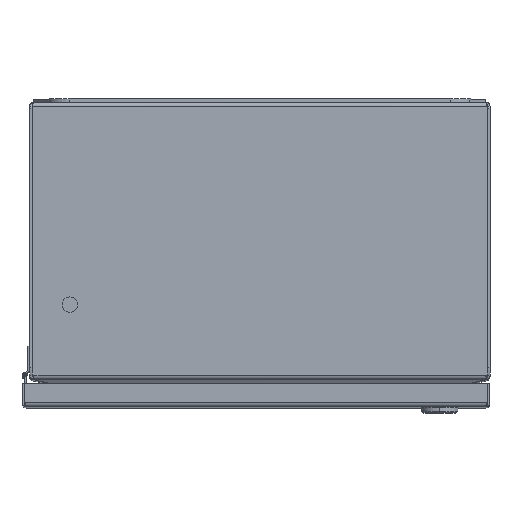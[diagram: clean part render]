
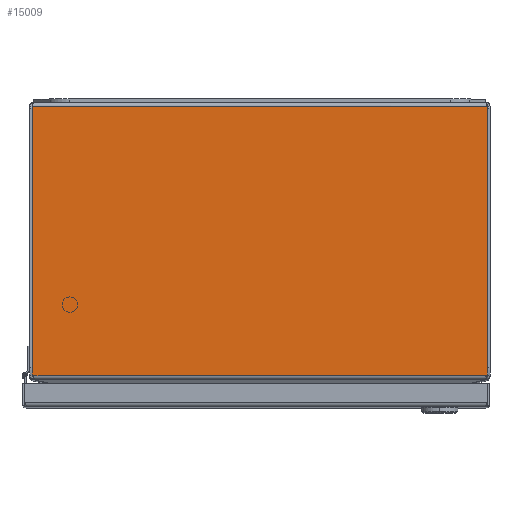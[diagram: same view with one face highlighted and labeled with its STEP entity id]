
A CAD part, top view. The second image highlights one B-rep face of the part: STEP entity #15009.
In plain terms, the highlighted planar face has unit normal (0, 0, 1).
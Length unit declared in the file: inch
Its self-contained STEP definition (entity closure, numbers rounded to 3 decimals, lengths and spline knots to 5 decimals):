
#442 = ORIENTED_EDGE ( 'NONE', *, *, #6607, .F. ) ;
#658 = DIRECTION ( 'NONE',  ( 0., 0., -1. ) ) ;
#1805 = VERTEX_POINT ( 'NONE', #14821 ) ;
#2521 = CARTESIAN_POINT ( 'NONE',  ( 4.94289, -0.086, 8. ) ) ;
#3140 = EDGE_CURVE ( 'NONE', #1805, #22507, #13758, .T. ) ;
#3210 = ORIENTED_EDGE ( 'NONE', *, *, #11874, .T. ) ;
#3763 = DIRECTION ( 'NONE',  ( 0., 0., -1. ) ) ;
#4463 = CARTESIAN_POINT ( 'NONE',  ( -4.66189, -5.83953, 8. ) ) ;
#4595 = DIRECTION ( 'NONE',  ( -1., 0., 0. ) ) ;
#4625 = LINE ( 'NONE', #16860, #17438 ) ;
#5284 = AXIS2_PLACEMENT_3D ( 'NONE', #4463, #658, #4595 ) ;
#6607 = EDGE_CURVE ( 'NONE', #21201, #21105, #4625, .T. ) ;
#6904 = VECTOR ( 'NONE', #25477, 39.37008 ) ;
#7046 = EDGE_CURVE ( 'NONE', #22507, #22909, #19138, .T. ) ;
#8077 = DIRECTION ( 'NONE',  ( 0., 0., -1. ) ) ;
#8774 = EDGE_LOOP ( 'NONE', ( #24484, #442, #9486, #3210, #20615, #23179 ) ) ;
#9423 = EDGE_CURVE ( 'NONE', #15136, #21201, #22142, .T. ) ;
#9486 = ORIENTED_EDGE ( 'NONE', *, *, #9423, .F. ) ;
#9523 = CARTESIAN_POINT ( 'NONE',  ( -4.92653, -5.93401, 8. ) ) ;
#9919 = DIRECTION ( 'NONE',  ( -1., 0., 0. ) ) ;
#10057 = CARTESIAN_POINT ( 'NONE',  ( 34.527, 0., 8. ) ) ;
#10563 = DIRECTION ( 'NONE',  ( 1., 0., 0. ) ) ;
#11874 = EDGE_CURVE ( 'NONE', #15136, #22909, #23196, .T. ) ;
#12530 = DIRECTION ( 'NONE',  ( 0., -1., 0. ) ) ;
#13214 = CARTESIAN_POINT ( 'NONE',  ( 4.94289, -5.83953, 8. ) ) ;
#13653 = CARTESIAN_POINT ( 'NONE',  ( -4.94289, -5.83953, 8. ) ) ;
#13758 = LINE ( 'NONE', #21788, #6904 ) ;
#14516 = AXIS2_PLACEMENT_3D ( 'NONE', #10057, #8077, #9919 ) ;
#14548 = EDGE_CURVE ( 'NONE', #21105, #1805, #21185, .T. ) ;
#14821 = CARTESIAN_POINT ( 'NONE',  ( 4.92653, -5.93401, 8. ) ) ;
#15009 = ADVANCED_FACE ( 'NONE', ( #22010 ), #18470, .F. ) ;
#15136 = VERTEX_POINT ( 'NONE', #25031 ) ;
#15430 = DIRECTION ( 'NONE',  ( 0., -1., 0. ) ) ;
#16076 = CARTESIAN_POINT ( 'NONE',  ( 34.527, -0.086, 8. ) ) ;
#16860 = CARTESIAN_POINT ( 'NONE',  ( 4.94289, -0.086, 8. ) ) ;
#17365 = VECTOR ( 'NONE', #15430, 39.37008 ) ;
#17438 = VECTOR ( 'NONE', #12530, 39.37008 ) ;
#18252 = AXIS2_PLACEMENT_3D ( 'NONE', #23380, #3763, #21913 ) ;
#18470 = PLANE ( 'NONE',  #14516 ) ;
#19138 = CIRCLE ( 'NONE', #5284, 0.281 ) ;
#20148 = VECTOR ( 'NONE', #10563, 39.37008 ) ;
#20615 = ORIENTED_EDGE ( 'NONE', *, *, #7046, .F. ) ;
#21105 = VERTEX_POINT ( 'NONE', #13214 ) ;
#21185 = CIRCLE ( 'NONE', #18252, 0.281 ) ;
#21201 = VERTEX_POINT ( 'NONE', #2521 ) ;
#21788 = CARTESIAN_POINT ( 'NONE',  ( 34.527, -5.93401, 8. ) ) ;
#21913 = DIRECTION ( 'NONE',  ( 0., 1., 0. ) ) ;
#22010 = FACE_OUTER_BOUND ( 'NONE', #8774, .T. ) ;
#22142 = LINE ( 'NONE', #16076, #20148 ) ;
#22507 = VERTEX_POINT ( 'NONE', #9523 ) ;
#22909 = VERTEX_POINT ( 'NONE', #13653 ) ;
#23179 = ORIENTED_EDGE ( 'NONE', *, *, #3140, .F. ) ;
#23196 = LINE ( 'NONE', #25572, #17365 ) ;
#23380 = CARTESIAN_POINT ( 'NONE',  ( 4.66189, -5.83953, 8. ) ) ;
#24484 = ORIENTED_EDGE ( 'NONE', *, *, #14548, .F. ) ;
#25031 = CARTESIAN_POINT ( 'NONE',  ( -4.94289, -0.086, 8. ) ) ;
#25477 = DIRECTION ( 'NONE',  ( -1., 0., 0. ) ) ;
#25572 = CARTESIAN_POINT ( 'NONE',  ( -4.94289, -0.086, 8. ) ) ;
